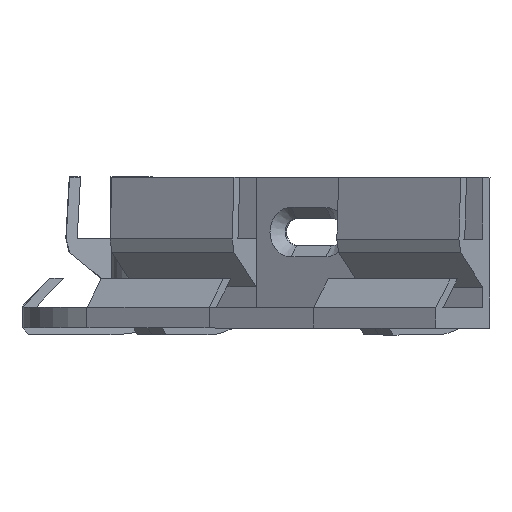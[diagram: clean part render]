
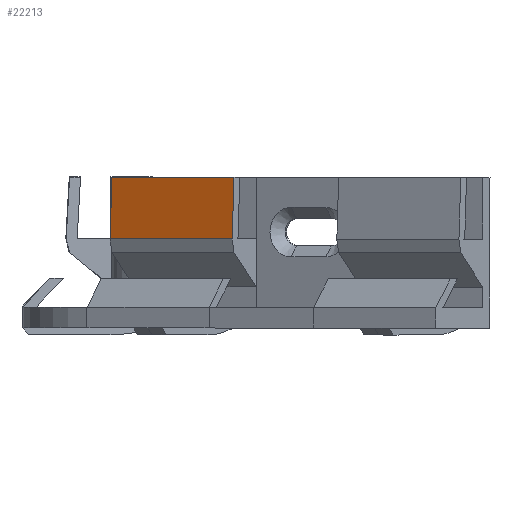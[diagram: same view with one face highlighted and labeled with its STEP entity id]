
A CAD part, left-side view. The second image highlights one B-rep face of the part: STEP entity #22213.
In plain terms, the highlighted face is planar.
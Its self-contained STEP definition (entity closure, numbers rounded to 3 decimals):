
#20318 = PLANE('',#20319);
#20319 = AXIS2_PLACEMENT_3D('',#20320,#20321,#20322);
#20320 = CARTESIAN_POINT('',(-10.5,5.766,9.503));
#20321 = DIRECTION('',(-1.,0.,0.));
#20322 = DIRECTION('',(0.,0.,1.));
#20752 = PLANE('',#20753);
#20753 = AXIS2_PLACEMENT_3D('',#20754,#20755,#20756);
#20754 = CARTESIAN_POINT('',(10.5,5.766,9.503));
#20755 = DIRECTION('',(-1.,0.,0.));
#20756 = DIRECTION('',(0.,0.,1.));
#21012 = VERTEX_POINT('',#21013);
#21013 = CARTESIAN_POINT('',(-10.5,8.1,22.));
#21027 = PLANE('',#21028);
#21028 = AXIS2_PLACEMENT_3D('',#21029,#21030,#21031);
#21029 = CARTESIAN_POINT('',(0.,6.5,22.));
#21030 = DIRECTION('',(0.,0.,-1.));
#21031 = DIRECTION('',(0.,1.,0.));
#21039 = EDGE_CURVE('',#21012,#21040,#21042,.T.);
#21040 = VERTEX_POINT('',#21041);
#21041 = CARTESIAN_POINT('',(-10.5,8.6,13.));
#21042 = SURFACE_CURVE('',#21043,(#21047,#21054),.PCURVE_S1.);
#21043 = LINE('',#21044,#21045);
#21044 = CARTESIAN_POINT('',(-10.5,8.1,22.));
#21045 = VECTOR('',#21046,1.);
#21046 = DIRECTION('',(0.,0.055,-0.998));
#21047 = PCURVE('',#20318,#21048);
#21048 = DEFINITIONAL_REPRESENTATION('',(#21049),#21053);
#21049 = LINE('',#21050,#21051);
#21050 = CARTESIAN_POINT('',(12.497,2.334));
#21051 = VECTOR('',#21052,1.);
#21052 = DIRECTION('',(-0.998,0.055));
#21053 = ( GEOMETRIC_REPRESENTATION_CONTEXT(2) 
PARAMETRIC_REPRESENTATION_CONTEXT() REPRESENTATION_CONTEXT('2D SPACE',''
  ) );
#21054 = PCURVE('',#21055,#21060);
#21055 = PLANE('',#21056);
#21056 = AXIS2_PLACEMENT_3D('',#21057,#21058,#21059);
#21057 = CARTESIAN_POINT('',(0.,8.1,22.));
#21058 = DIRECTION('',(-0.,-0.998,-0.055));
#21059 = DIRECTION('',(0.,0.055,-0.998));
#21060 = DEFINITIONAL_REPRESENTATION('',(#21061),#21065);
#21061 = LINE('',#21062,#21063);
#21062 = CARTESIAN_POINT('',(0.,-10.5));
#21063 = VECTOR('',#21064,1.);
#21064 = DIRECTION('',(1.,0.));
#21065 = ( GEOMETRIC_REPRESENTATION_CONTEXT(2) 
PARAMETRIC_REPRESENTATION_CONTEXT() REPRESENTATION_CONTEXT('2D SPACE',''
  ) );
#21083 = PLANE('',#21084);
#21084 = AXIS2_PLACEMENT_3D('',#21085,#21086,#21087);
#21085 = CARTESIAN_POINT('',(0.,8.6,13.));
#21086 = DIRECTION('',(0.,-0.97,0.243));
#21087 = DIRECTION('',(-0.,-0.243,-0.97));
#21858 = VERTEX_POINT('',#21859);
#21859 = CARTESIAN_POINT('',(10.5,8.1,22.));
#21880 = EDGE_CURVE('',#21858,#21881,#21883,.T.);
#21881 = VERTEX_POINT('',#21882);
#21882 = CARTESIAN_POINT('',(10.5,8.6,13.));
#21883 = SURFACE_CURVE('',#21884,(#21888,#21895),.PCURVE_S1.);
#21884 = LINE('',#21885,#21886);
#21885 = CARTESIAN_POINT('',(10.5,8.1,22.));
#21886 = VECTOR('',#21887,1.);
#21887 = DIRECTION('',(0.,0.055,-0.998));
#21888 = PCURVE('',#20752,#21889);
#21889 = DEFINITIONAL_REPRESENTATION('',(#21890),#21894);
#21890 = LINE('',#21891,#21892);
#21891 = CARTESIAN_POINT('',(12.497,2.334));
#21892 = VECTOR('',#21893,1.);
#21893 = DIRECTION('',(-0.998,0.055));
#21894 = ( GEOMETRIC_REPRESENTATION_CONTEXT(2) 
PARAMETRIC_REPRESENTATION_CONTEXT() REPRESENTATION_CONTEXT('2D SPACE',''
  ) );
#21895 = PCURVE('',#21055,#21896);
#21896 = DEFINITIONAL_REPRESENTATION('',(#21897),#21901);
#21897 = LINE('',#21898,#21899);
#21898 = CARTESIAN_POINT('',(0.,10.5));
#21899 = VECTOR('',#21900,1.);
#21900 = DIRECTION('',(1.,0.));
#21901 = ( GEOMETRIC_REPRESENTATION_CONTEXT(2) 
PARAMETRIC_REPRESENTATION_CONTEXT() REPRESENTATION_CONTEXT('2D SPACE',''
  ) );
#22191 = EDGE_CURVE('',#21858,#21012,#22192,.T.);
#22192 = SURFACE_CURVE('',#22193,(#22197,#22204),.PCURVE_S1.);
#22193 = LINE('',#22194,#22195);
#22194 = CARTESIAN_POINT('',(10.5,8.1,22.));
#22195 = VECTOR('',#22196,1.);
#22196 = DIRECTION('',(-1.,0.,0.));
#22197 = PCURVE('',#21027,#22198);
#22198 = DEFINITIONAL_REPRESENTATION('',(#22199),#22203);
#22199 = LINE('',#22200,#22201);
#22200 = CARTESIAN_POINT('',(1.6,10.5));
#22201 = VECTOR('',#22202,1.);
#22202 = DIRECTION('',(0.,-1.));
#22203 = ( GEOMETRIC_REPRESENTATION_CONTEXT(2) 
PARAMETRIC_REPRESENTATION_CONTEXT() REPRESENTATION_CONTEXT('2D SPACE',''
  ) );
#22204 = PCURVE('',#21055,#22205);
#22205 = DEFINITIONAL_REPRESENTATION('',(#22206),#22210);
#22206 = LINE('',#22207,#22208);
#22207 = CARTESIAN_POINT('',(0.,10.5));
#22208 = VECTOR('',#22209,1.);
#22209 = DIRECTION('',(0.,-1.));
#22210 = ( GEOMETRIC_REPRESENTATION_CONTEXT(2) 
PARAMETRIC_REPRESENTATION_CONTEXT() REPRESENTATION_CONTEXT('2D SPACE',''
  ) );
#22213 = ADVANCED_FACE('',(#22214),#21055,.F.);
#22214 = FACE_BOUND('',#22215,.F.);
#22215 = EDGE_LOOP('',(#22216,#22217,#22238,#22239));
#22216 = ORIENTED_EDGE('',*,*,#21039,.T.);
#22217 = ORIENTED_EDGE('',*,*,#22218,.F.);
#22218 = EDGE_CURVE('',#21881,#21040,#22219,.T.);
#22219 = SURFACE_CURVE('',#22220,(#22224,#22231),.PCURVE_S1.);
#22220 = LINE('',#22221,#22222);
#22221 = CARTESIAN_POINT('',(10.5,8.6,13.));
#22222 = VECTOR('',#22223,1.);
#22223 = DIRECTION('',(-1.,0.,0.));
#22224 = PCURVE('',#21055,#22225);
#22225 = DEFINITIONAL_REPRESENTATION('',(#22226),#22230);
#22226 = LINE('',#22227,#22228);
#22227 = CARTESIAN_POINT('',(9.014,10.5));
#22228 = VECTOR('',#22229,1.);
#22229 = DIRECTION('',(0.,-1.));
#22230 = ( GEOMETRIC_REPRESENTATION_CONTEXT(2) 
PARAMETRIC_REPRESENTATION_CONTEXT() REPRESENTATION_CONTEXT('2D SPACE',''
  ) );
#22231 = PCURVE('',#21083,#22232);
#22232 = DEFINITIONAL_REPRESENTATION('',(#22233),#22237);
#22233 = LINE('',#22234,#22235);
#22234 = CARTESIAN_POINT('',(-0.,10.5));
#22235 = VECTOR('',#22236,1.);
#22236 = DIRECTION('',(0.,-1.));
#22237 = ( GEOMETRIC_REPRESENTATION_CONTEXT(2) 
PARAMETRIC_REPRESENTATION_CONTEXT() REPRESENTATION_CONTEXT('2D SPACE',''
  ) );
#22238 = ORIENTED_EDGE('',*,*,#21880,.F.);
#22239 = ORIENTED_EDGE('',*,*,#22191,.T.);
